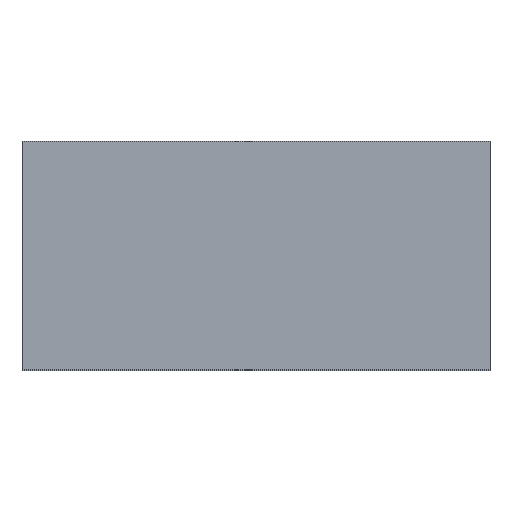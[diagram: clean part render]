
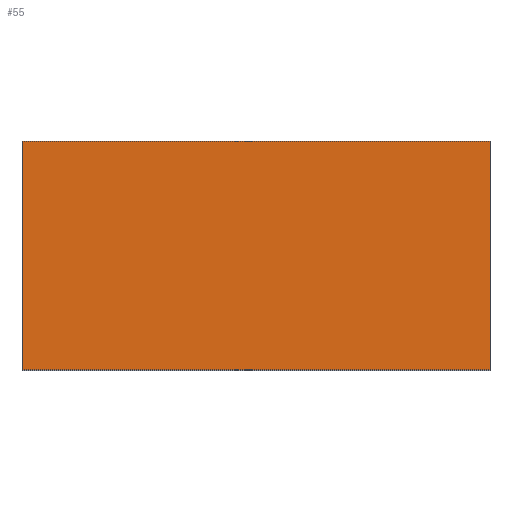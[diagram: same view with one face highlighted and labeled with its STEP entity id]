
A CAD part, top view. The second image highlights one B-rep face of the part: STEP entity #55.
In plain terms, the highlighted planar face has unit normal (0, 0, 1).
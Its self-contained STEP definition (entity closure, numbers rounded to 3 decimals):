
#1 = ORIENTED_EDGE ( 'NONE', *, *, #228, .T. ) ;
#47 = EDGE_LOOP ( 'NONE', ( #56, #72, #73, #1 ) ) ;
#55 = ADVANCED_FACE ( 'NONE', ( #291 ), #290, .T. ) ;
#56 = ORIENTED_EDGE ( 'NONE', *, *, #252, .T. ) ;
#72 = ORIENTED_EDGE ( 'NONE', *, *, #75, .T. ) ;
#73 = ORIENTED_EDGE ( 'NONE', *, *, #87, .T. ) ;
#75 = EDGE_CURVE ( 'NONE', #250, #86, #285, .T. ) ;
#86 = VERTEX_POINT ( 'NONE', #272 ) ;
#87 = EDGE_CURVE ( 'NONE', #86, #229, #271, .T. ) ;
#104 = VERTEX_POINT ( 'NONE', #326 ) ;
#213 = DIRECTION ( 'NONE',  ( 1., 0., 0. ) ) ;
#214 = DIRECTION ( 'NONE',  ( 0., 0., 1. ) ) ;
#228 = EDGE_CURVE ( 'NONE', #229, #104, #462, .T. ) ;
#229 = VERTEX_POINT ( 'NONE', #458 ) ;
#250 = VERTEX_POINT ( 'NONE', #510 ) ;
#252 = EDGE_CURVE ( 'NONE', #104, #250, #509, .T. ) ;
#268 = DIRECTION ( 'NONE',  ( 0., 1., 0. ) ) ;
#269 = VECTOR ( 'NONE', #268, 1000. ) ;
#270 = CARTESIAN_POINT ( 'NONE',  ( 0.635, -0.01, 1.01 ) ) ;
#271 = LINE ( 'NONE', #270, #269 ) ;
#272 = CARTESIAN_POINT ( 'NONE',  ( 0.635, -0.01, 1.01 ) ) ;
#282 = DIRECTION ( 'NONE',  ( 1., 0., 0. ) ) ;
#283 = VECTOR ( 'NONE', #282, 1000. ) ;
#284 = CARTESIAN_POINT ( 'NONE',  ( -0.635, -0.01, 1.01 ) ) ;
#285 = LINE ( 'NONE', #284, #283 ) ;
#288 = CARTESIAN_POINT ( 'NONE',  ( -0.635, -0.01, 1.01 ) ) ;
#289 = AXIS2_PLACEMENT_3D ( 'NONE', #288, #214, #213 ) ;
#290 = PLANE ( 'NONE',  #289 ) ;
#291 = FACE_OUTER_BOUND ( 'NONE', #47, .T. ) ;
#326 = CARTESIAN_POINT ( 'NONE',  ( -0.635, 0.61, 1.01 ) ) ;
#458 = CARTESIAN_POINT ( 'NONE',  ( 0.635, 0.61, 1.01 ) ) ;
#459 = DIRECTION ( 'NONE',  ( -1., 0., 0. ) ) ;
#460 = VECTOR ( 'NONE', #459, 1000. ) ;
#461 = CARTESIAN_POINT ( 'NONE',  ( 0.635, 0.61, 1.01 ) ) ;
#462 = LINE ( 'NONE', #461, #460 ) ;
#506 = DIRECTION ( 'NONE',  ( 0., -1., 0. ) ) ;
#507 = VECTOR ( 'NONE', #506, 1000. ) ;
#508 = CARTESIAN_POINT ( 'NONE',  ( -0.635, 0.61, 1.01 ) ) ;
#509 = LINE ( 'NONE', #508, #507 ) ;
#510 = CARTESIAN_POINT ( 'NONE',  ( -0.635, -0.01, 1.01 ) ) ;
